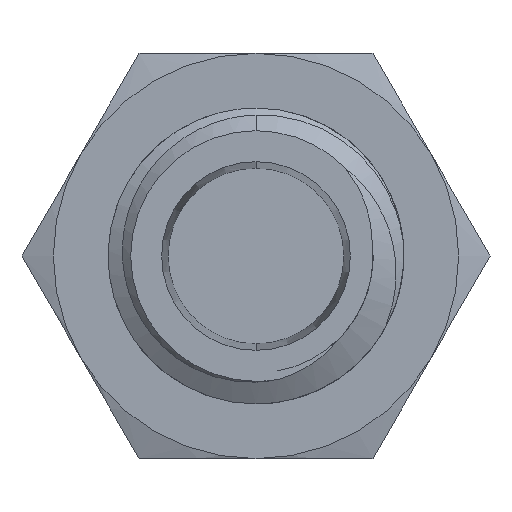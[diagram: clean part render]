
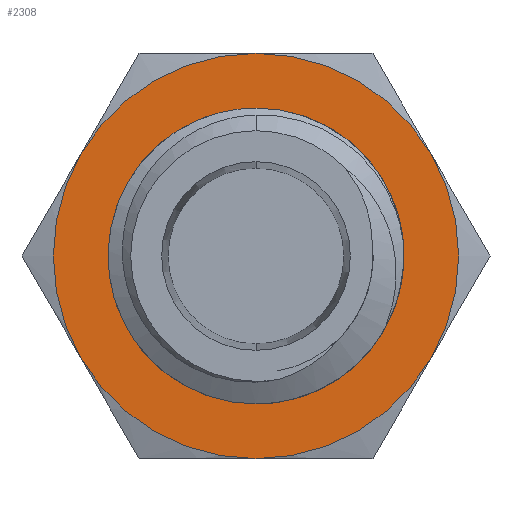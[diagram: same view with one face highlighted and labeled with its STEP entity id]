
A CAD part, front view. The second image highlights one B-rep face of the part: STEP entity #2308.
In plain terms, the highlighted planar face has unit normal (0, -1, 0).
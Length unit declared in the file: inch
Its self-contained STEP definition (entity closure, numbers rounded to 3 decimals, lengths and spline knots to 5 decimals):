
#3 = DIRECTION ( 'NONE',  ( 0., 0., 1. ) ) ;
#13 = CIRCLE ( 'NONE', #1528, 0.098 ) ;
#18 = VERTEX_POINT ( 'NONE', #1667 ) ;
#26 = DIRECTION ( 'NONE',  ( 0., 0., 1. ) ) ;
#32 = DIRECTION ( 'NONE',  ( 0., 1., 0. ) ) ;
#38 = CARTESIAN_POINT ( 'NONE',  ( 0., 0., 0. ) ) ;
#42 = DIRECTION ( 'NONE',  ( 0., 0., 1. ) ) ;
#123 = CARTESIAN_POINT ( 'NONE',  ( 0., 0., 0.098 ) ) ;
#145 = CIRCLE ( 'NONE', #797, 0.13423 ) ;
#188 = CARTESIAN_POINT ( 'NONE',  ( -0.11625, 0., -0.06712 ) ) ;
#296 = CIRCLE ( 'NONE', #693, 0.098 ) ;
#386 = EDGE_LOOP ( 'NONE', ( #1533, #792, #1254, #779, #2131, #2672 ) ) ;
#431 = DIRECTION ( 'NONE',  ( 0., 1., 0. ) ) ;
#471 = DIRECTION ( 'NONE',  ( 0., 1., 0. ) ) ;
#485 = VERTEX_POINT ( 'NONE', #2345 ) ;
#496 = VERTEX_POINT ( 'NONE', #123 ) ;
#558 = AXIS2_PLACEMENT_3D ( 'NONE', #2104, #2094, #2031 ) ;
#584 = ORIENTED_EDGE ( 'NONE', *, *, #1063, .F. ) ;
#659 = EDGE_CURVE ( 'NONE', #485, #1010, #2177, .T. ) ;
#666 = DIRECTION ( 'NONE',  ( 0., 1., 0. ) ) ;
#693 = AXIS2_PLACEMENT_3D ( 'NONE', #2591, #1353, #3 ) ;
#779 = ORIENTED_EDGE ( 'NONE', *, *, #659, .F. ) ;
#792 = ORIENTED_EDGE ( 'NONE', *, *, #2019, .F. ) ;
#797 = AXIS2_PLACEMENT_3D ( 'NONE', #38, #32, #26 ) ;
#856 = DIRECTION ( 'NONE',  ( 0., -1., 0. ) ) ;
#933 = CARTESIAN_POINT ( 'NONE',  ( 0.155, 0., 0. ) ) ;
#946 = FACE_OUTER_BOUND ( 'NONE', #386, .T. ) ;
#1010 = VERTEX_POINT ( 'NONE', #188 ) ;
#1014 = EDGE_CURVE ( 'NONE', #1120, #1848, #145, .T. ) ;
#1034 = CIRCLE ( 'NONE', #2187, 0.13423 ) ;
#1063 = EDGE_CURVE ( 'NONE', #2441, #496, #13, .T. ) ;
#1120 = VERTEX_POINT ( 'NONE', #2460 ) ;
#1254 = ORIENTED_EDGE ( 'NONE', *, *, #2676, .F. ) ;
#1353 = DIRECTION ( 'NONE',  ( 0., -1., 0. ) ) ;
#1369 = DIRECTION ( 'NONE',  ( 0., 0., 1. ) ) ;
#1394 = DIRECTION ( 'NONE',  ( 0., 1., 0. ) ) ;
#1399 = EDGE_CURVE ( 'NONE', #485, #18, #2016, .T. ) ;
#1463 = AXIS2_PLACEMENT_3D ( 'NONE', #2127, #856, #2343 ) ;
#1528 = AXIS2_PLACEMENT_3D ( 'NONE', #1714, #1705, #1612 ) ;
#1532 = AXIS2_PLACEMENT_3D ( 'NONE', #933, #471, #1369 ) ;
#1533 = ORIENTED_EDGE ( 'NONE', *, *, #1014, .F. ) ;
#1612 = DIRECTION ( 'NONE',  ( 0., 0., 1. ) ) ;
#1631 = VERTEX_POINT ( 'NONE', #2188 ) ;
#1667 = CARTESIAN_POINT ( 'NONE',  ( 0.11625, 0., -0.06712 ) ) ;
#1705 = DIRECTION ( 'NONE',  ( 0., -1., 0. ) ) ;
#1714 = CARTESIAN_POINT ( 'NONE',  ( 0., 0., 0. ) ) ;
#1752 = CARTESIAN_POINT ( 'NONE',  ( 0., 0., 0. ) ) ;
#1848 = VERTEX_POINT ( 'NONE', #2491 ) ;
#1875 = CIRCLE ( 'NONE', #2493, 0.13423 ) ;
#1960 = CARTESIAN_POINT ( 'NONE',  ( 0., 0., 0. ) ) ;
#1967 = DIRECTION ( 'NONE',  ( 0., 0., 1. ) ) ;
#2011 = AXIS2_PLACEMENT_3D ( 'NONE', #1960, #666, #2166 ) ;
#2013 = FACE_BOUND ( 'NONE', #2211, .T. ) ;
#2016 = CIRCLE ( 'NONE', #1463, 0.13423 ) ;
#2019 = EDGE_CURVE ( 'NONE', #1631, #1120, #2396, .T. ) ;
#2031 = DIRECTION ( 'NONE',  ( 0., 0., 1. ) ) ;
#2094 = DIRECTION ( 'NONE',  ( 0., 1., 0. ) ) ;
#2104 = CARTESIAN_POINT ( 'NONE',  ( 0., 0., 0. ) ) ;
#2127 = CARTESIAN_POINT ( 'NONE',  ( 0., 0., 0. ) ) ;
#2131 = ORIENTED_EDGE ( 'NONE', *, *, #1399, .T. ) ;
#2166 = DIRECTION ( 'NONE',  ( 0., 0., 1. ) ) ;
#2177 = CIRCLE ( 'NONE', #558, 0.13423 ) ;
#2187 = AXIS2_PLACEMENT_3D ( 'NONE', #1752, #431, #1967 ) ;
#2188 = CARTESIAN_POINT ( 'NONE',  ( -0.11625, 0., 0.06712 ) ) ;
#2211 = EDGE_LOOP ( 'NONE', ( #2766, #584 ) ) ;
#2308 = ADVANCED_FACE ( 'NONE', ( #946, #2013 ), #2603, .F. ) ;
#2343 = DIRECTION ( 'NONE',  ( 0., 0., -1. ) ) ;
#2345 = CARTESIAN_POINT ( 'NONE',  ( 0., 0., -0.13423 ) ) ;
#2378 = EDGE_CURVE ( 'NONE', #1848, #18, #1875, .T. ) ;
#2396 = CIRCLE ( 'NONE', #2011, 0.13423 ) ;
#2441 = VERTEX_POINT ( 'NONE', #2680 ) ;
#2460 = CARTESIAN_POINT ( 'NONE',  ( 0., 0., 0.13423 ) ) ;
#2491 = CARTESIAN_POINT ( 'NONE',  ( 0.11625, 0., 0.06712 ) ) ;
#2493 = AXIS2_PLACEMENT_3D ( 'NONE', #2630, #1394, #42 ) ;
#2591 = CARTESIAN_POINT ( 'NONE',  ( 0., 0., 0. ) ) ;
#2603 = PLANE ( 'NONE',  #1532 ) ;
#2630 = CARTESIAN_POINT ( 'NONE',  ( 0., 0., 0. ) ) ;
#2672 = ORIENTED_EDGE ( 'NONE', *, *, #2378, .F. ) ;
#2676 = EDGE_CURVE ( 'NONE', #1010, #1631, #1034, .T. ) ;
#2680 = CARTESIAN_POINT ( 'NONE',  ( 0., 0., -0.098 ) ) ;
#2727 = EDGE_CURVE ( 'NONE', #496, #2441, #296, .T. ) ;
#2766 = ORIENTED_EDGE ( 'NONE', *, *, #2727, .F. ) ;
